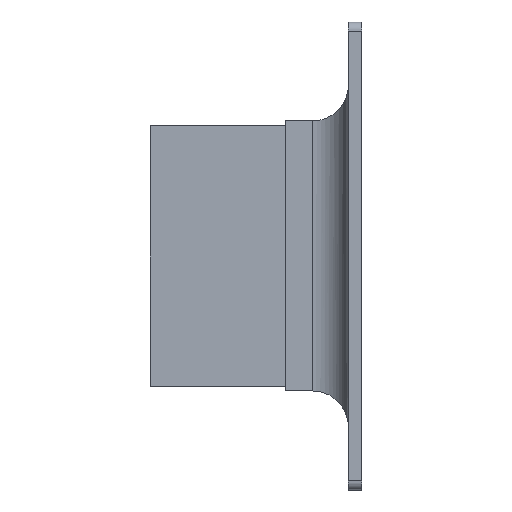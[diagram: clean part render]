
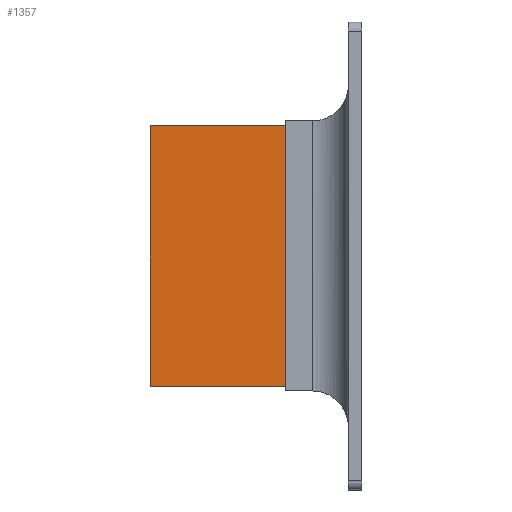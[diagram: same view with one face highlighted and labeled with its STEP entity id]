
A CAD part, left-side view. The second image highlights one B-rep face of the part: STEP entity #1357.
In plain terms, the highlighted planar face has unit normal (-1, 0, 0).
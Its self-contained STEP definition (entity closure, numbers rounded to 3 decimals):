
#10 = ORIENTED_EDGE ( 'NONE', *, *, #2010, .T. ) ;
#38 = LINE ( 'NONE', #849, #1575 ) ;
#39 = DIRECTION ( 'NONE',  ( 1., 0., 0. ) ) ;
#115 = ORIENTED_EDGE ( 'NONE', *, *, #1001, .F. ) ;
#151 = LINE ( 'NONE', #1427, #328 ) ;
#159 = LINE ( 'NONE', #1286, #1853 ) ;
#193 = CARTESIAN_POINT ( 'NONE',  ( -29., 47., -29. ) ) ;
#311 = EDGE_CURVE ( 'NONE', #584, #1889, #1506, .T. ) ;
#321 = CARTESIAN_POINT ( 'NONE',  ( -29., 47., 29. ) ) ;
#328 = VECTOR ( 'NONE', #2082, 1000. ) ;
#412 = DIRECTION ( 'NONE',  ( 0., -1., 0. ) ) ;
#488 = ORIENTED_EDGE ( 'NONE', *, *, #789, .T. ) ;
#523 = VERTEX_POINT ( 'NONE', #659 ) ;
#584 = VERTEX_POINT ( 'NONE', #321 ) ;
#640 = DIRECTION ( 'NONE',  ( 0., -1., 0. ) ) ;
#659 = CARTESIAN_POINT ( 'NONE',  ( -29., 47., -29. ) ) ;
#789 = EDGE_CURVE ( 'NONE', #1069, #1889, #151, .T. ) ;
#849 = CARTESIAN_POINT ( 'NONE',  ( -29., 47., -29. ) ) ;
#923 = VECTOR ( 'NONE', #412, 1000. ) ;
#994 = PLANE ( 'NONE',  #1171 ) ;
#1001 = EDGE_CURVE ( 'NONE', #523, #584, #38, .T. ) ;
#1010 = ORIENTED_EDGE ( 'NONE', *, *, #311, .F. ) ;
#1016 = DIRECTION ( 'NONE',  ( 0., 0., 1. ) ) ;
#1031 = CARTESIAN_POINT ( 'NONE',  ( -29., 17., 29. ) ) ;
#1069 = VERTEX_POINT ( 'NONE', #1318 ) ;
#1171 = AXIS2_PLACEMENT_3D ( 'NONE', #193, #39, #1331 ) ;
#1286 = CARTESIAN_POINT ( 'NONE',  ( -29., 47., -29. ) ) ;
#1318 = CARTESIAN_POINT ( 'NONE',  ( -29., 17., -29. ) ) ;
#1331 = DIRECTION ( 'NONE',  ( 0., 0., -1. ) ) ;
#1357 = ADVANCED_FACE ( 'NONE', ( #1466 ), #994, .F. ) ;
#1427 = CARTESIAN_POINT ( 'NONE',  ( -29., 17., -29. ) ) ;
#1466 = FACE_OUTER_BOUND ( 'NONE', #1624, .T. ) ;
#1506 = LINE ( 'NONE', #2012, #923 ) ;
#1575 = VECTOR ( 'NONE', #1016, 1000. ) ;
#1624 = EDGE_LOOP ( 'NONE', ( #488, #1010, #115, #10 ) ) ;
#1853 = VECTOR ( 'NONE', #640, 1000. ) ;
#1889 = VERTEX_POINT ( 'NONE', #1031 ) ;
#2010 = EDGE_CURVE ( 'NONE', #523, #1069, #159, .T. ) ;
#2012 = CARTESIAN_POINT ( 'NONE',  ( -29., 47., 29. ) ) ;
#2082 = DIRECTION ( 'NONE',  ( 0., 0., 1. ) ) ;
